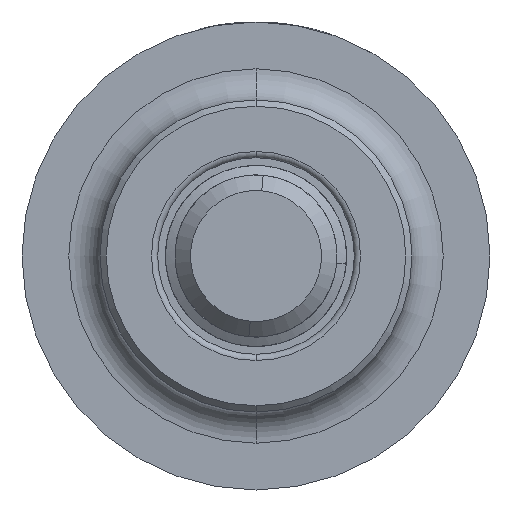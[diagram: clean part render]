
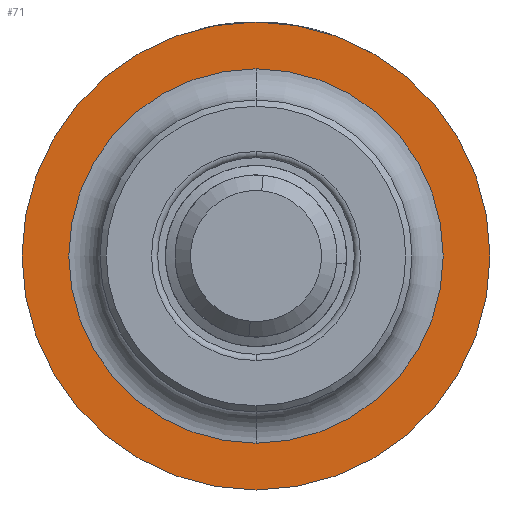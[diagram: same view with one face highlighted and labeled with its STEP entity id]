
A CAD part, front view. The second image highlights one B-rep face of the part: STEP entity #71.
In plain terms, the highlighted planar face has unit normal (0, -1, 0).
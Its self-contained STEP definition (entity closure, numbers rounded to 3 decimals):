
#46 = ORIENTED_EDGE ( 'NONE', *, *, #5208, .T. ) ;
#71 = ADVANCED_FACE ( 'NONE', ( #5483, #2161 ), #2008, .T. ) ;
#124 = CARTESIAN_POINT ( 'NONE',  ( 0., 12.42, 7.5 ) ) ;
#228 = DIRECTION ( 'NONE',  ( 0., 0., -1. ) ) ;
#629 = ORIENTED_EDGE ( 'NONE', *, *, #1934, .F. ) ;
#671 = CIRCLE ( 'NONE', #3179, 6. ) ;
#1134 = VERTEX_POINT ( 'NONE', #1998 ) ;
#1204 = EDGE_LOOP ( 'NONE', ( #46, #6157 ) ) ;
#1264 = DIRECTION ( 'NONE',  ( 0., -1., 0. ) ) ;
#1309 = CARTESIAN_POINT ( 'NONE',  ( 0., 12.42, 6. ) ) ;
#1390 = DIRECTION ( 'NONE',  ( 0., 0., -1. ) ) ;
#1458 = CARTESIAN_POINT ( 'NONE',  ( 0., 12.42, -7.5 ) ) ;
#1569 = CIRCLE ( 'NONE', #3530, 6. ) ;
#1819 = DIRECTION ( 'NONE',  ( 0., -1., 0. ) ) ;
#1881 = DIRECTION ( 'NONE',  ( 0., 0., -1. ) ) ;
#1934 = EDGE_CURVE ( 'NONE', #2001, #1134, #671, .T. ) ;
#1941 = EDGE_CURVE ( 'NONE', #1134, #2001, #1569, .T. ) ;
#1998 = CARTESIAN_POINT ( 'NONE',  ( 0., 12.42, -6. ) ) ;
#2001 = VERTEX_POINT ( 'NONE', #1309 ) ;
#2008 = PLANE ( 'NONE',  #4246 ) ;
#2147 = AXIS2_PLACEMENT_3D ( 'NONE', #2472, #4509, #1390 ) ;
#2161 = FACE_BOUND ( 'NONE', #6349, .T. ) ;
#2312 = CARTESIAN_POINT ( 'NONE',  ( 0., 12.42, 0. ) ) ;
#2429 = EDGE_CURVE ( 'NONE', #5945, #3187, #5630, .T. ) ;
#2472 = CARTESIAN_POINT ( 'NONE',  ( 0., 12.42, 0. ) ) ;
#2478 = DIRECTION ( 'NONE',  ( 0., -1., 0. ) ) ;
#2527 = CARTESIAN_POINT ( 'NONE',  ( 6., 12.42, 0. ) ) ;
#3088 = DIRECTION ( 'NONE',  ( 0., -1., 0. ) ) ;
#3179 = AXIS2_PLACEMENT_3D ( 'NONE', #2312, #1819, #228 ) ;
#3187 = VERTEX_POINT ( 'NONE', #1458 ) ;
#3530 = AXIS2_PLACEMENT_3D ( 'NONE', #4386, #1264, #5941 ) ;
#3965 = CIRCLE ( 'NONE', #4407, 7.5 ) ;
#4246 = AXIS2_PLACEMENT_3D ( 'NONE', #2527, #3088, #4662 ) ;
#4386 = CARTESIAN_POINT ( 'NONE',  ( 0., 12.42, 0. ) ) ;
#4407 = AXIS2_PLACEMENT_3D ( 'NONE', #4464, #2478, #1881 ) ;
#4464 = CARTESIAN_POINT ( 'NONE',  ( 0., 12.42, 0. ) ) ;
#4509 = DIRECTION ( 'NONE',  ( 0., -1., 0. ) ) ;
#4662 = DIRECTION ( 'NONE',  ( 0., 0., -1. ) ) ;
#4782 = ORIENTED_EDGE ( 'NONE', *, *, #1941, .F. ) ;
#5208 = EDGE_CURVE ( 'NONE', #3187, #5945, #3965, .T. ) ;
#5483 = FACE_OUTER_BOUND ( 'NONE', #1204, .T. ) ;
#5630 = CIRCLE ( 'NONE', #2147, 7.5 ) ;
#5941 = DIRECTION ( 'NONE',  ( 0., 0., -1. ) ) ;
#5945 = VERTEX_POINT ( 'NONE', #124 ) ;
#6157 = ORIENTED_EDGE ( 'NONE', *, *, #2429, .T. ) ;
#6349 = EDGE_LOOP ( 'NONE', ( #4782, #629 ) ) ;
